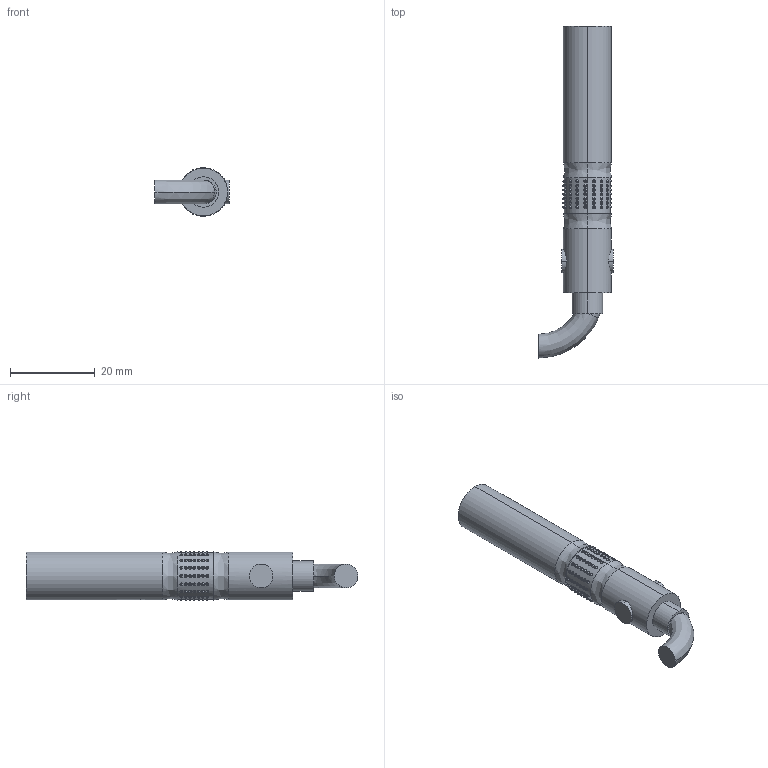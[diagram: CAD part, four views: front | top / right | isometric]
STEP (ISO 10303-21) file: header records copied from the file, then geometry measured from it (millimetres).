
FILE_DESCRIPTION (( 'STEP AP203' ), '1' );
FILE_NAME ('A2459-2.STEP', '2013-06-26T11:13:03', ( '' ), ( '' ), 'SwSTEP 2.0', 'SolidWorks 2012', '' );
FILE_SCHEMA (( 'CONFIG_CONTROL_DESIGN' ));
Length unit declared in the file: inch
Products named in the file (1): A2459-2
Bounding box: 17.62 x 78.22 x 11.57 mm (x, y, z)
Volume: 5682.6 mm3; surface area: 3480.4 mm2
Topology: 1 solids, 1 shells, 519 faces, 1277 edges, 650 vertices
Faces by surface type: bspline 484, cylinder 18, plane 15, cone 2
Entity records: 21332 total; most frequent: CARTESIAN_POINT 12164, ORIENTED_EDGE 2078, DIRECTION 1613, EDGE_CURVE 1039, AXIS2_PLACEMENT_3D 791, CIRCLE 755, VERTEX_POINT 650, EDGE_LOOP 647
